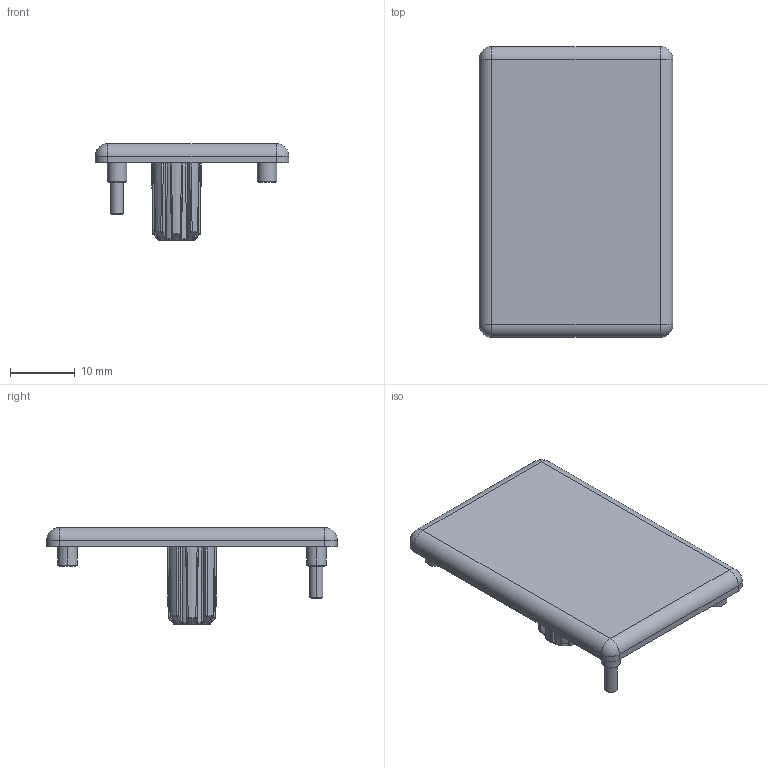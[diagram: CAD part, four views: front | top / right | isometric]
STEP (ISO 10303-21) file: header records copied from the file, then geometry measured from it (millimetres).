
FILE_DESCRIPTION (( 'STEP AP203' ), '1' );
FILE_NAME ('411548778_c_1.STEP', '2023-02-18T12:53:36', ( '' ), ( '' ), 'SwSTEP 2.0', 'SolidWorks 2014', '' );
FILE_SCHEMA (( 'CONFIG_CONTROL_DESIGN' ));
Length unit declared in the file: millimetre
Products named in the file (1): 411548778_c_1
Bounding box: 30 x 45 x 15 mm (x, y, z)
Volume: 3830.8 mm3; surface area: 3765.4 mm2
Topology: 1 solids, 1 shells, 305 faces, 663 edges, 348 vertices
Faces by surface type: bspline 87, torus 62, cone 45, cylinder 44, plane 38, sphere 29
Entity records: 11183 total; most frequent: CARTESIAN_POINT 5434, ORIENTED_EDGE 1286, DIRECTION 1049, EDGE_CURVE 643, AXIS2_PLACEMENT_3D 466, VERTEX_POINT 348, EDGE_LOOP 313, FACE_OUTER_BOUND 305
